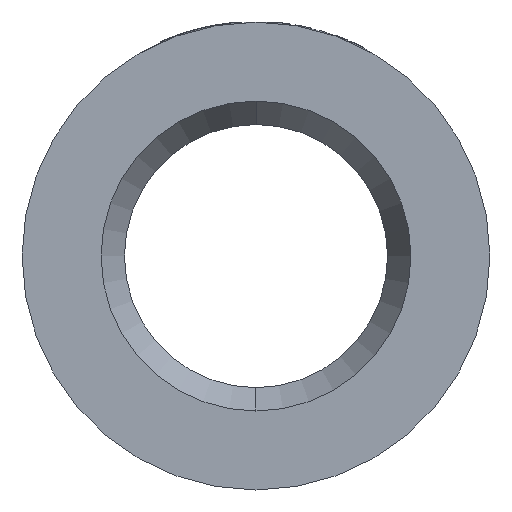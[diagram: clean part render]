
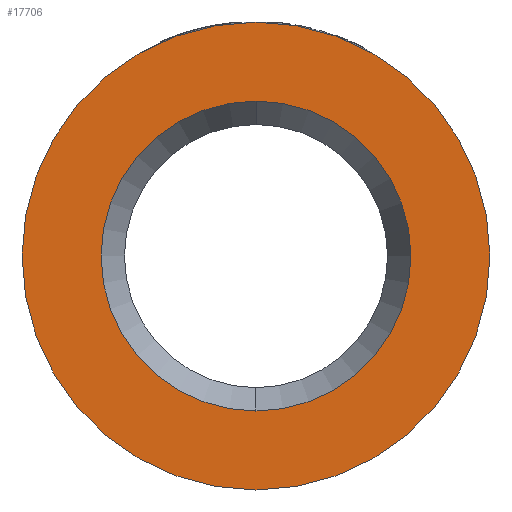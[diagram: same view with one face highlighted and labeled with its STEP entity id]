
A CAD part, left-side view. The second image highlights one B-rep face of the part: STEP entity #17706.
In plain terms, the highlighted planar face has unit normal (-1, 0, 0).
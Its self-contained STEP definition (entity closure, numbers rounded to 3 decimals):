
#485 = CARTESIAN_POINT ( 'NONE',  ( 0., 0., 53. ) ) ;
#486 = CARTESIAN_POINT ( 'NONE',  ( 0., 0., -53. ) ) ;
#490 = CARTESIAN_POINT ( 'NONE',  ( 0., 0., -80. ) ) ;
#491 = CARTESIAN_POINT ( 'NONE',  ( 0., 0., 80. ) ) ;
#3585 = EDGE_CURVE ( 'NONE', #14130, #14131, #13422, .T. ) ;
#3586 = EDGE_CURVE ( 'NONE', #14125, #14126, #13418, .T. ) ;
#3615 = EDGE_CURVE ( 'NONE', #14126, #14125, #13379, .T. ) ;
#3619 = EDGE_CURVE ( 'NONE', #14131, #14130, #13373, .T. ) ;
#3864 = FACE_BOUND ( 'NONE', #8967, .T. ) ;
#3868 = FACE_OUTER_BOUND ( 'NONE', #8986, .T. ) ;
#6965 = DIRECTION ( 'NONE',  ( 0., 0., 1. ) ) ;
#6966 = DIRECTION ( 'NONE',  ( -1., 0., 0. ) ) ;
#6967 = CARTESIAN_POINT ( 'NONE',  ( 0., 0., 0. ) ) ;
#6976 = DIRECTION ( 'NONE',  ( 0., 0., 1. ) ) ;
#6977 = DIRECTION ( 'NONE',  ( -1., 0., 0. ) ) ;
#6978 = CARTESIAN_POINT ( 'NONE',  ( 0., 0., 0. ) ) ;
#7056 = DIRECTION ( 'NONE',  ( 0., 0., 1. ) ) ;
#7057 = DIRECTION ( 'NONE',  ( -1., 0., 0. ) ) ;
#7058 = CARTESIAN_POINT ( 'NONE',  ( 0., 0., 0. ) ) ;
#7059 = DIRECTION ( 'NONE',  ( 0., 0., 1. ) ) ;
#7060 = DIRECTION ( 'NONE',  ( -1., 0., 0. ) ) ;
#7061 = CARTESIAN_POINT ( 'NONE',  ( 0., 0., 0. ) ) ;
#7637 = AXIS2_PLACEMENT_3D ( 'NONE', #7061, #7060, #7059 ) ;
#7638 = AXIS2_PLACEMENT_3D ( 'NONE', #7058, #7057, #7056 ) ;
#7656 = AXIS2_PLACEMENT_3D ( 'NONE', #6978, #6977, #6976 ) ;
#7658 = AXIS2_PLACEMENT_3D ( 'NONE', #6967, #6966, #6965 ) ;
#8967 = EDGE_LOOP ( 'NONE', ( #16363, #16364 ) ) ;
#8986 = EDGE_LOOP ( 'NONE', ( #16365, #16366 ) ) ;
#13373 = CIRCLE ( 'NONE', #7658, 80. ) ;
#13379 = CIRCLE ( 'NONE', #7656, 53. ) ;
#13418 = CIRCLE ( 'NONE', #7638, 53. ) ;
#13422 = CIRCLE ( 'NONE', #7637, 80. ) ;
#14125 = VERTEX_POINT ( 'NONE', #485 ) ;
#14126 = VERTEX_POINT ( 'NONE', #486 ) ;
#14130 = VERTEX_POINT ( 'NONE', #490 ) ;
#14131 = VERTEX_POINT ( 'NONE', #491 ) ;
#16363 = ORIENTED_EDGE ( 'NONE', *, *, #3586, .F. ) ;
#16364 = ORIENTED_EDGE ( 'NONE', *, *, #3615, .F. ) ;
#16365 = ORIENTED_EDGE ( 'NONE', *, *, #3619, .T. ) ;
#16366 = ORIENTED_EDGE ( 'NONE', *, *, #3585, .T. ) ;
#17706 = ADVANCED_FACE ( 'NONE', ( #3864, #3868 ), #23650, .F. ) ;
#20605 = AXIS2_PLACEMENT_3D ( 'NONE', #23643, #23654, #23655 ) ;
#23643 = CARTESIAN_POINT ( 'NONE',  ( 0., 53., 0. ) ) ;
#23650 = PLANE ( 'NONE',  #20605 ) ;
#23654 = DIRECTION ( 'NONE',  ( 1., 0., 0. ) ) ;
#23655 = DIRECTION ( 'NONE',  ( 0., 0., -1. ) ) ;
